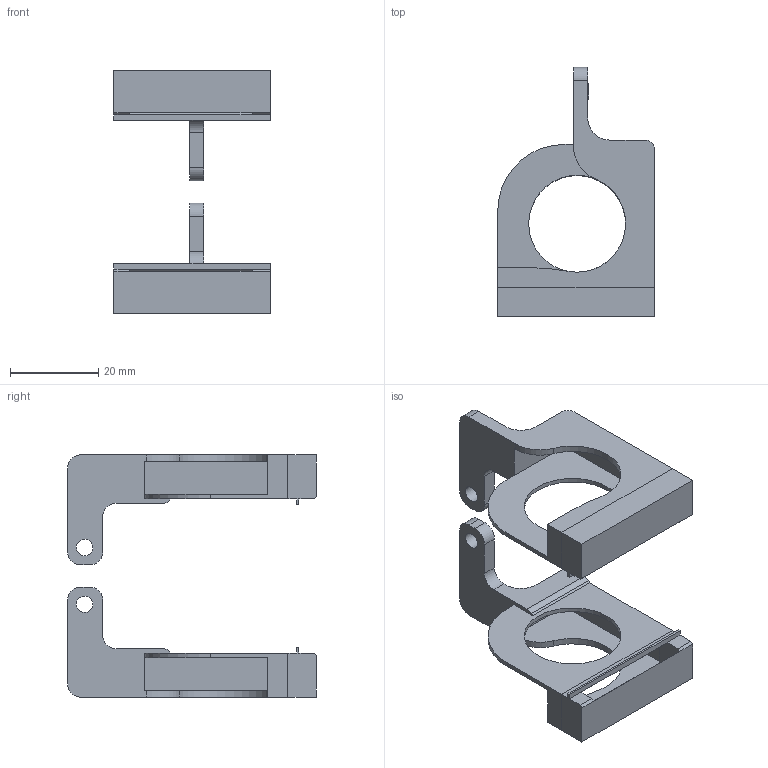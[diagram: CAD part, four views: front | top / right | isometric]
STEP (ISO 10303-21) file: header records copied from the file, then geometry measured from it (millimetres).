
FILE_DESCRIPTION(/* description */ (''),/* implementation_level */ '2;1');
FILE_NAME(/* name */ 'Side Fan Shroud V6 Jwm For Stock M3D Front Fan v3.step',/* time_stamp */ '2018-07-11T22:05:37-05:00',/* author */ ('talryyn'),/* organization */ (''),/* preprocessor_version */ 'ST-DEVELOPER v17',/* originating_system */ 'Autodesk Translation Framework v7.1.0.215',/* authorisation */ '');
FILE_SCHEMA (('AUTOMOTIVE_DESIGN { 1 0 10303 214 3 1 1 }'));
Length unit declared in the file: millimetre
Products named in the file (1): Side Fan Shroud V6 Jwm For Stock M3D Front Fan
Bounding box: 35.5 x 56.5 x 55 mm (x, y, z)
Volume: 9002.3 mm3; surface area: 11729.5 mm2
Topology: 4 solids, 4 shells, 125 faces, 356 edges, 236 vertices
Faces by surface type: plane 83, cylinder 32, bspline 10
Full cylindrical faces by diameter (mm): 3.75 x2, 22 x2
Entity records: 4240 total; most frequent: CARTESIAN_POINT 908, ORIENTED_EDGE 712, DIRECTION 634, EDGE_CURVE 356, LINE 270, VECTOR 270, VERTEX_POINT 236, AXIS2_PLACEMENT_3D 182
